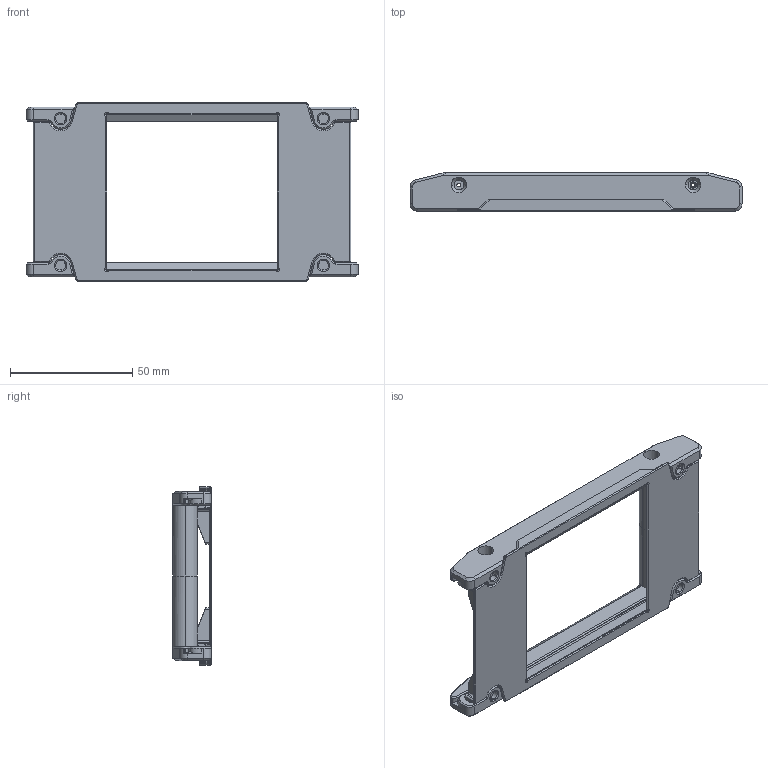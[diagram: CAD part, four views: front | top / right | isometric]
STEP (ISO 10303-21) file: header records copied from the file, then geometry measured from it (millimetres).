
FILE_DESCRIPTION (( 'STEP AP203' ), '1' );
FILE_NAME ('25c-a102 120 carrier assembly.STEP', '2025-07-23T05:03:32', ( '' ), ( '' ), 'SwSTEP 2.0', 'SolidWorks 2024', '' );
FILE_SCHEMA (( 'CONFIG_CONTROL_DESIGN' ));
Length unit declared in the file: millimetre
Products named in the file (3): 25c-p013 120 film carrier half; 25c-p015 6x7 mask; 25c-a102 120 carrier assembly
Assembly tree (3 placements, depth 2):
  25c-a102 120 carrier assembly
    25c-p013 120 film carrier half  x2
    25c-p015 6x7 mask
Bounding box: 136 x 15.7 x 73 mm (x, y, z)
Volume: 31277.2 mm3; surface area: 29470.5 mm2
Topology: 3 solids, 3 shells, 658 faces, 1680 edges, 1028 vertices
Faces by surface type: cylinder 260, plane 222, cone 136, bspline 24, sphere 16
Entity records: 15429 total; most frequent: CARTESIAN_POINT 3987, ORIENTED_EDGE 2368, DIRECTION 2341, EDGE_CURVE 1184, AXIS2_PLACEMENT_3D 838, VERTEX_POINT 731, VECTOR 665, LINE 665
